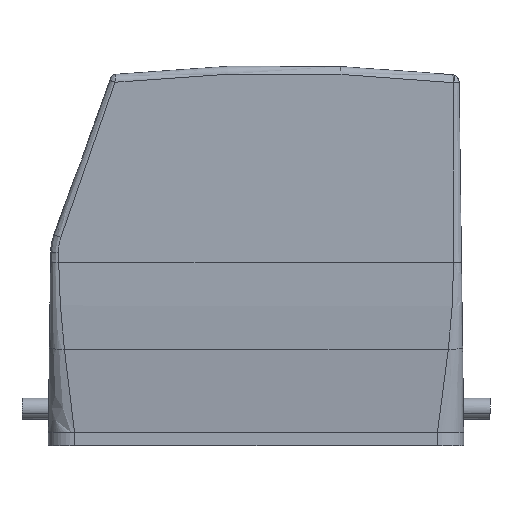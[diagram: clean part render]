
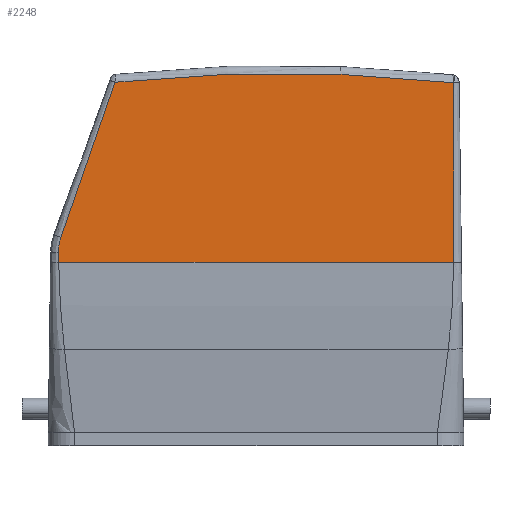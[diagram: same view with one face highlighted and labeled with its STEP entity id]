
A CAD part, left-side view. The second image highlights one B-rep face of the part: STEP entity #2248.
In plain terms, the highlighted planar face has unit normal (-1, 0, 0).
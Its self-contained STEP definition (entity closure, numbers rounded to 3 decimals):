
#2180=AXIS2_PLACEMENT_3D('Plane Axis2P3D',#2177,#2178,#2179) ;
#2184=AXIS2_PLACEMENT_3D('Circle Axis2P3D',#2182,#2183,$) ;
#883=CARTESIAN_POINT('Vertex',(0.,82.023,34.864)) ;
#942=CARTESIAN_POINT('Control Point',(0.,82.051,36.78)) ;
#943=CARTESIAN_POINT('Control Point',(0.,82.046,36.398)) ;
#944=CARTESIAN_POINT('Control Point',(0.,82.041,36.015)) ;
#945=CARTESIAN_POINT('Control Point',(0.,82.036,35.631)) ;
#946=CARTESIAN_POINT('Control Point',(0.,82.03,35.248)) ;
#947=CARTESIAN_POINT('Control Point',(0.,82.023,34.864)) ;
#948=CARTESIAN_POINT('Vertex',(0.,82.051,36.78)) ;
#1095=CARTESIAN_POINT('Control Point',(0.,81.613,39.603)) ;
#1096=CARTESIAN_POINT('Control Point',(0.,81.796,39.058)) ;
#1097=CARTESIAN_POINT('Control Point',(0.,81.934,38.496)) ;
#1098=CARTESIAN_POINT('Control Point',(0.,82.022,37.924)) ;
#1099=CARTESIAN_POINT('Control Point',(0.,82.061,37.351)) ;
#1100=CARTESIAN_POINT('Control Point',(0.,82.051,36.78)) ;
#1101=CARTESIAN_POINT('Vertex',(0.,81.613,39.603)) ;
#2155=CARTESIAN_POINT('Line Origine',(0.,43.947,34.864)) ;
#2159=CARTESIAN_POINT('Vertex',(0.,6.923,34.864)) ;
#2177=CARTESIAN_POINT('Axis2P3D Location',(0.,6.172,-25.473)) ;
#2182=CARTESIAN_POINT('Axis2P3D Location',(0.,39.5,-227.7)) ;
#2186=CARTESIAN_POINT('Vertex',(0.,6.87,69.011)) ;
#2188=CARTESIAN_POINT('Vertex',(0.,71.329,69.098)) ;
#2192=CARTESIAN_POINT('Control Point',(0.,71.329,69.098)) ;
#2193=CARTESIAN_POINT('Control Point',(0.,71.356,69.024)) ;
#2194=CARTESIAN_POINT('Control Point',(0.,71.382,68.95)) ;
#2195=CARTESIAN_POINT('Control Point',(0.,71.409,68.876)) ;
#2196=CARTESIAN_POINT('Control Point',(0.,71.464,68.721)) ;
#2197=CARTESIAN_POINT('Control Point',(0.,71.52,68.566)) ;
#2198=CARTESIAN_POINT('Control Point',(0.,71.537,68.518)) ;
#2199=CARTESIAN_POINT('Control Point',(0.,71.597,68.349)) ;
#2200=CARTESIAN_POINT('Control Point',(0.,71.66,68.172)) ;
#2201=CARTESIAN_POINT('Control Point',(0.,71.692,68.082)) ;
#2202=CARTESIAN_POINT('Control Point',(0.,71.751,67.917)) ;
#2203=CARTESIAN_POINT('Control Point',(0.,71.806,67.765)) ;
#2204=CARTESIAN_POINT('Control Point',(0.,71.831,67.692)) ;
#2205=CARTESIAN_POINT('Control Point',(0.,72.175,66.728)) ;
#2206=CARTESIAN_POINT('Control Point',(0.,72.519,65.763)) ;
#2207=CARTESIAN_POINT('Control Point',(0.,72.836,64.872)) ;
#2208=CARTESIAN_POINT('Control Point',(0.,73.982,61.638)) ;
#2209=CARTESIAN_POINT('Control Point',(0.,75.12,58.404)) ;
#2210=CARTESIAN_POINT('Control Point',(0.,75.94,56.061)) ;
#2211=CARTESIAN_POINT('Control Point',(0.,77.369,51.956)) ;
#2212=CARTESIAN_POINT('Control Point',(0.,78.79,47.845)) ;
#2213=CARTESIAN_POINT('Control Point',(0.,79.401,46.072)) ;
#2214=CARTESIAN_POINT('Control Point',(0.,80.212,43.714)) ;
#2215=CARTESIAN_POINT('Control Point',(0.,81.017,41.355)) ;
#2216=CARTESIAN_POINT('Control Point',(0.,81.209,40.794)) ;
#2217=CARTESIAN_POINT('Control Point',(0.,81.411,40.199)) ;
#2218=CARTESIAN_POINT('Control Point',(0.,81.613,39.603)) ;
#2221=CARTESIAN_POINT('Control Point',(0.,6.87,69.011)) ;
#2222=CARTESIAN_POINT('Control Point',(0.,6.869,68.926)) ;
#2223=CARTESIAN_POINT('Control Point',(0.,6.869,68.84)) ;
#2224=CARTESIAN_POINT('Control Point',(0.,6.868,68.755)) ;
#2225=CARTESIAN_POINT('Control Point',(0.,6.867,68.584)) ;
#2226=CARTESIAN_POINT('Control Point',(0.,6.866,68.413)) ;
#2227=CARTESIAN_POINT('Control Point',(0.,6.865,68.327)) ;
#2228=CARTESIAN_POINT('Control Point',(0.,6.827,62.945)) ;
#2229=CARTESIAN_POINT('Control Point',(0.,6.804,57.566)) ;
#2230=CARTESIAN_POINT('Control Point',(0.,6.816,52.267)) ;
#2231=CARTESIAN_POINT('Control Point',(0.,6.831,45.716)) ;
#2232=CARTESIAN_POINT('Control Point',(0.,6.879,39.166)) ;
#2233=CARTESIAN_POINT('Control Point',(0.,6.889,37.906)) ;
#2234=CARTESIAN_POINT('Control Point',(0.,6.903,36.542)) ;
#2235=CARTESIAN_POINT('Control Point',(0.,6.919,35.177)) ;
#2236=CARTESIAN_POINT('Control Point',(0.,6.921,35.073)) ;
#2237=CARTESIAN_POINT('Control Point',(0.,6.922,34.968)) ;
#2238=CARTESIAN_POINT('Control Point',(0.,6.923,34.864)) ;
#2156=DIRECTION('Vector Direction',(0.,-1.,0.)) ;
#2178=DIRECTION('Axis2P3D Direction',(-1.,0.,0.)) ;
#2179=DIRECTION('Axis2P3D XDirection',(0.,-0.17,0.985)) ;
#2183=DIRECTION('Axis2P3D Direction',(-1.,0.,0.)) ;
#2157=VECTOR('Line Direction',#2156,1.) ;
#2241=ORIENTED_EDGE('',*,*,#2190,.T.) ;
#2242=ORIENTED_EDGE('',*,*,#2219,.F.) ;
#2243=ORIENTED_EDGE('',*,*,#1103,.F.) ;
#2244=ORIENTED_EDGE('',*,*,#950,.F.) ;
#2245=ORIENTED_EDGE('',*,*,#2161,.T.) ;
#2246=ORIENTED_EDGE('',*,*,#2239,.T.) ;
#2248=ADVANCED_FACE('Hood',(#2247),#2181,.T.) ;
#941=B_SPLINE_CURVE_WITH_KNOTS('',5,(#942,#943,#944,#945,#946,#947),.UNSPECIFIED.,.F.,.U.,(6,6),(61.21,63.126),.UNSPECIFIED.) ;
#1094=B_SPLINE_CURVE_WITH_KNOTS('',5,(#1095,#1096,#1097,#1098,#1099,#1100),.UNSPECIFIED.,.F.,.U.,(6,6),(177.029,180.219),.UNSPECIFIED.) ;
#2191=B_SPLINE_CURVE_WITH_KNOTS('',5,(#2192,#2193,#2194,#2195,#2196,#2197,#2198,#2199,#2200,#2201,#2202,#2203,#2204,#2205,#2206,#2207,#2208,#2209,#2210,#2211,#2212,#2213,#2214,#2215,#2216,#2217,#2218),.UNSPECIFIED.,.F.,.U.,(6,3,3,3,3,3,3,3,6),(0.,0.558,1.169,1.72,2.279,8.975,26.593,39.803,44.262),.UNSPECIFIED.) ;
#2220=B_SPLINE_CURVE_WITH_KNOTS('',5,(#2221,#2222,#2223,#2224,#2225,#2226,#2227,#2228,#2229,#2230,#2231,#2232,#2233,#2234,#2235,#2236,#2237,#2238),.UNSPECIFIED.,.F.,.U.,(6,3,3,3,3,6),(0.,0.604,1.208,38.633,47.547,48.286),.UNSPECIFIED.) ;
#2185=CIRCLE('generated circle',#2184,298.5) ;
#950=EDGE_CURVE('',#884,#949,#941,.F.) ;
#1103=EDGE_CURVE('',#949,#1102,#1094,.F.) ;
#2161=EDGE_CURVE('',#884,#2160,#2158,.T.) ;
#2190=EDGE_CURVE('',#2187,#2189,#2185,.T.) ;
#2219=EDGE_CURVE('',#1102,#2189,#2191,.F.) ;
#2239=EDGE_CURVE('',#2160,#2187,#2220,.F.) ;
#2240=EDGE_LOOP('',(#2241,#2242,#2243,#2244,#2245,#2246)) ;
#2247=FACE_OUTER_BOUND('',#2240,.T.) ;
#2158=LINE('Line',#2155,#2157) ;
#2181=PLANE('',#2180) ;
#884=VERTEX_POINT('',#883) ;
#949=VERTEX_POINT('',#948) ;
#1102=VERTEX_POINT('',#1101) ;
#2160=VERTEX_POINT('',#2159) ;
#2187=VERTEX_POINT('',#2186) ;
#2189=VERTEX_POINT('',#2188) ;
